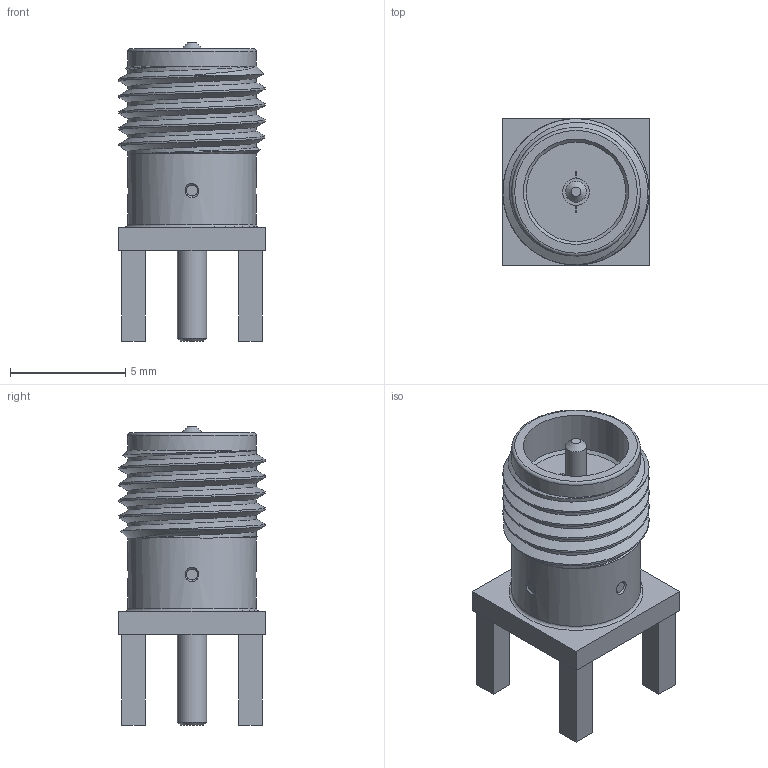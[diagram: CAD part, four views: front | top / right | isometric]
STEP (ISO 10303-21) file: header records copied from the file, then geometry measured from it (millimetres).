
FILE_DESCRIPTION (( 'STEP AP203' ), '1' );
FILE_NAME ('FMCN44273_3D.step', '2022-12-07T17:31:31', ( '' ), ( '' ), 'SwSTEP 2.0', 'SolidWorks 2021', '' );
FILE_SCHEMA (( 'CONFIG_CONTROL_DESIGN' ));
Length unit declared in the file: inch
Products named in the file (1): FMCN44273_3D
Bounding box: 6.35 x 6.35 x 12.95 mm (x, y, z)
Volume: 232.2 mm3; surface area: 401.9 mm2
Topology: 1 solids, 3 shells, 70 faces, 147 edges, 97 vertices
Faces by surface type: plane 46, cylinder 10, cone 9, bspline 3, torus 2
Full cylindrical faces by diameter (mm): 0.914 x1, 1.168 x1, 1.27 x1, 4.318 x1, 4.572 x1, 5.582 x2
Entity records: 3604 total; most frequent: CARTESIAN_POINT 2151, DIRECTION 270, ORIENTED_EDGE 248, EDGE_CURVE 124, EDGE_LOOP 100, AXIS2_PLACEMENT_3D 95, VERTEX_POINT 90, LINE 80
